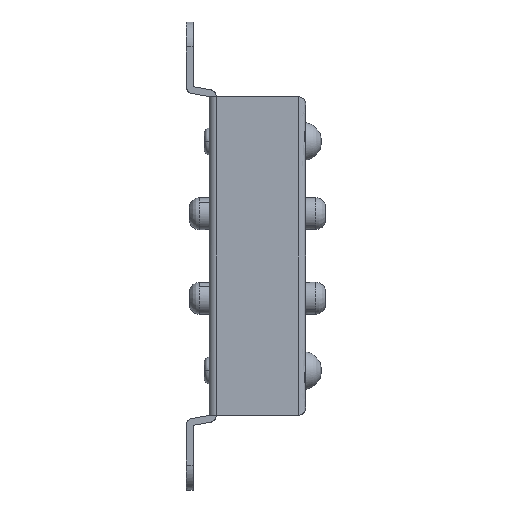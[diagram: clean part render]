
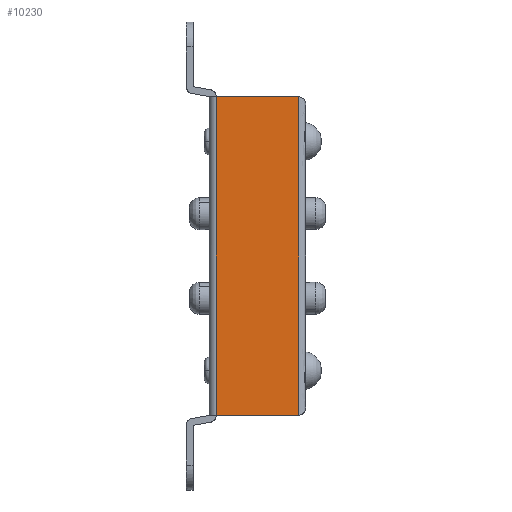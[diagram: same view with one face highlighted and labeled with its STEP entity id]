
A CAD part, left-side view. The second image highlights one B-rep face of the part: STEP entity #10230.
In plain terms, the highlighted free-form (B-spline) face has degree [1, 1] with [2, 2] control points.
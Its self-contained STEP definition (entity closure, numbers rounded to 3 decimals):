
#7728=CARTESIAN_POINT('',(-7.85,-11.2,-4.0));
#7729=VERTEX_POINT('',#7728);
#7735=CARTESIAN_POINT('',(-7.85,-11.3,-4.006));
#7736=VERTEX_POINT('',#7735);
#7737=CARTESIAN_POINT('',(-7.85,-11.3,-4.006));
#7738=CARTESIAN_POINT('',(-7.85,-11.2,-4.0));
#7739=QUASI_UNIFORM_CURVE('',1,(#7737,#7738),.UNSPECIFIED.,.F.,.U.);
#7740=EDGE_CURVE('',#7736,#7729,#7739,.T.);
#7853=CARTESIAN_POINT('',(-7.85,-11.3,-35.994));
#7854=VERTEX_POINT('',#7853);
#7884=CARTESIAN_POINT('',(-7.85,-11.2,-36.0));
#7885=VERTEX_POINT('',#7884);
#7886=CARTESIAN_POINT('',(-7.85,-11.2,-36.0));
#7887=CARTESIAN_POINT('',(-7.85,-11.3,-35.994));
#7888=QUASI_UNIFORM_CURVE('',1,(#7886,#7887),.UNSPECIFIED.,.F.,.U.);
#7889=EDGE_CURVE('',#7885,#7854,#7888,.T.);
#9805=CARTESIAN_POINT('',(-7.85,-11.3,-35.994));
#9806=CARTESIAN_POINT('',(-7.85,-11.3,-4.006));
#9807=QUASI_UNIFORM_CURVE('',1,(#9805,#9806),.UNSPECIFIED.,.F.,.U.);
#9808=EDGE_CURVE('',#7854,#7736,#9807,.T.);
#9834=CARTESIAN_POINT('',(-7.85,-3.0,-36.0));
#9835=VERTEX_POINT('',#9834);
#9850=CARTESIAN_POINT('',(-7.85,-3.0,-4.0));
#9851=VERTEX_POINT('',#9850);
#9852=CARTESIAN_POINT('',(-7.85,-3.0,-4.0));
#9853=CARTESIAN_POINT('',(-7.85,-3.0,-36.0));
#9854=QUASI_UNIFORM_CURVE('',1,(#9852,#9853),.UNSPECIFIED.,.F.,.U.);
#9855=EDGE_CURVE('',#9851,#9835,#9854,.T.);
#10137=CARTESIAN_POINT('',(-7.85,-11.2,-36.0));
#10138=CARTESIAN_POINT('',(-7.85,-3.0,-36.0));
#10139=QUASI_UNIFORM_CURVE('',1,(#10137,#10138),.UNSPECIFIED.,.F.,.U.);
#10140=EDGE_CURVE('',#7885,#9835,#10139,.T.);
#10213=CARTESIAN_POINT('',(-7.85,-11.715,-37.598));
#10214=CARTESIAN_POINT('',(-7.85,-2.585,-37.598));
#10215=CARTESIAN_POINT('',(-7.85,-11.715,-2.402));
#10216=CARTESIAN_POINT('',(-7.85,-2.585,-2.402));
#10217=B_SPLINE_SURFACE_WITH_KNOTS('',1,1,((#10213,#10215),(#10214,#10216)),.UNSPECIFIED.,.F.,.F.,.U.,(2,2),(2,2),(0.0,9.129),(0.0,35.197),.UNSPECIFIED.);
#10218=ORIENTED_EDGE('',*,*,#10140,.F.);
#10219=ORIENTED_EDGE('',*,*,#7889,.T.);
#10220=ORIENTED_EDGE('',*,*,#9808,.T.);
#10221=ORIENTED_EDGE('',*,*,#7740,.T.);
#10222=CARTESIAN_POINT('',(-7.85,-11.2,-4.0));
#10223=CARTESIAN_POINT('',(-7.85,-3.0,-4.0));
#10224=QUASI_UNIFORM_CURVE('',1,(#10222,#10223),.UNSPECIFIED.,.F.,.U.);
#10225=EDGE_CURVE('',#7729,#9851,#10224,.T.);
#10226=ORIENTED_EDGE('',*,*,#10225,.T.);
#10227=ORIENTED_EDGE('',*,*,#9855,.T.);
#10228=EDGE_LOOP('',(#10218,#10219,#10220,#10221,#10226,#10227));
#10229=FACE_OUTER_BOUND('',#10228,.T.);
#10230=ADVANCED_FACE('',(#10229),#10217,.F.);
